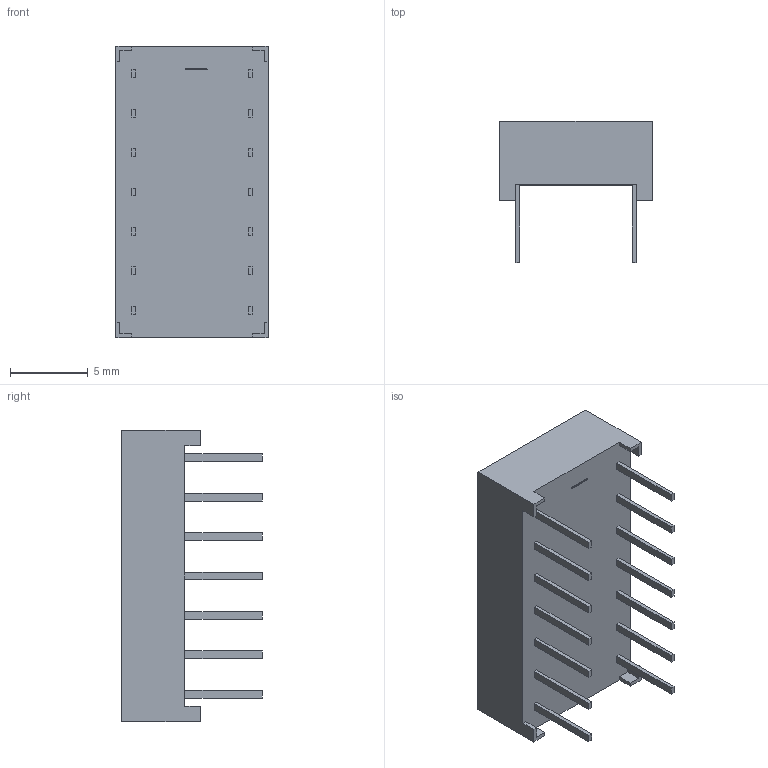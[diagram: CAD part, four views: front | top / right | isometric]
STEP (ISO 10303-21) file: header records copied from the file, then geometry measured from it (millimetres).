
FILE_DESCRIPTION (( 'STEP AP214' ), '1' );
FILE_NAME ('XDxx10.STEP', '2015-09-01T23:02:40', ( '' ), ( '' ), 'SwSTEP 2.0', 'SolidWorks 2012', '' );
FILE_SCHEMA (( 'AUTOMOTIVE_DESIGN' ));
Length unit declared in the file: millimetre
Products named in the file (1): XDxx10
Bounding box: 9.8 x 9.08 x 18.75 mm (x, y, z)
Volume: 758.7 mm3; surface area: 725.3 mm2
Topology: 1 solids, 1 shells, 332 faces, 876 edges, 584 vertices
Faces by surface type: plane 258, bspline 68, cylinder 6
Entity records: 16282 total; most frequent: CARTESIAN_POINT 4989, ORIENTED_EDGE 1752, DIRECTION 1282, EDGE_CURVE 876, LINE 728, VECTOR 728, VERTEX_POINT 584, EDGE_LOOP 370
